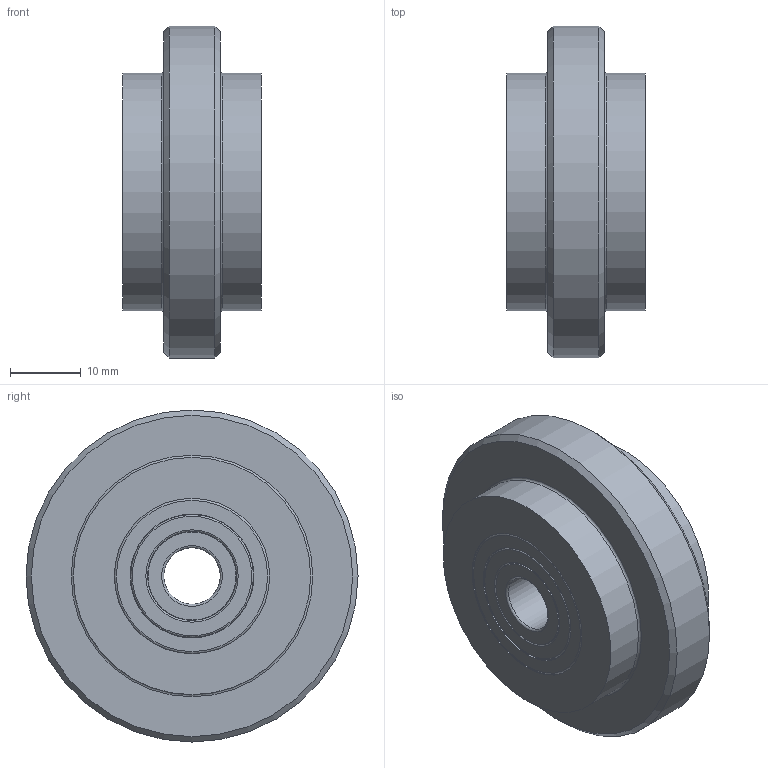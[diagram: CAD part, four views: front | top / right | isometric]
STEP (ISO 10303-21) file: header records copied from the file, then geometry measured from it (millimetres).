
FILE_DESCRIPTION((''),'2;1');
FILE_NAME('AR3564.stp','2021-07-28T10:20:34',('arma01'),(''),'Autodesk Inventor 2013','Autodesk Inventor 2013','');
FILE_SCHEMA(('AUTOMOTIVE_DESIGN { 1 0 10303 214 1 1 1 1 }'));
Length unit declared in the file: millimetre
Products named in the file (4): AR3564; AR3564 I; AR3564 II; DIN 625 SKF- z uszczelnieniem obustronnym SKF 608-2RS1
Assembly tree (4 placements, depth 2):
  AR3564
    AR3564 I
    AR3564 II
    DIN 625 SKF- z uszczelnieniem obustronnym SKF 608-2RS1  x2
Bounding box: 19.6 x 47 x 47 mm (x, y, z)
Volume: 21627.7 mm3; surface area: 11870 mm2
Topology: 6 solids, 6 shells, 100 faces, 292 edges, 188 vertices
Faces by surface type: torus 38, cylinder 24, plane 20, sphere 12, cone 6
Full cylindrical faces by diameter (mm): 8 x3, 12.48 x4, 12.68 x2, 13 x2, 17.32 x2, 17.52 x4, 22 x4, 33.6 x2, 47 x1
Entity records: 2340 total; most frequent: CARTESIAN_POINT 910, DIRECTION 272, ORIENTED_EDGE 228, AXIS2_PLACEMENT_3D 136, EDGE_CURVE 114, EDGE_LOOP 112, VERTEX_POINT 90, CIRCLE 66
